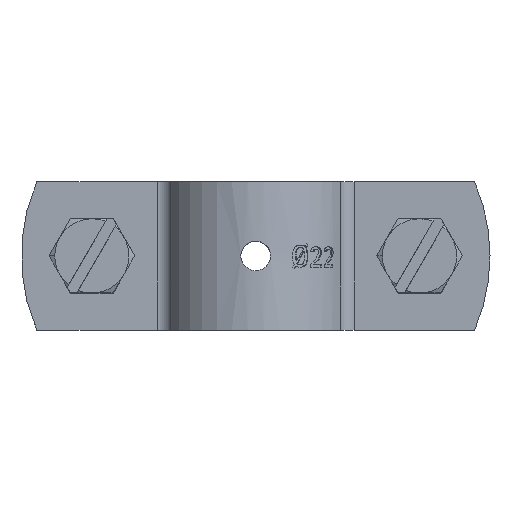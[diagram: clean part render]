
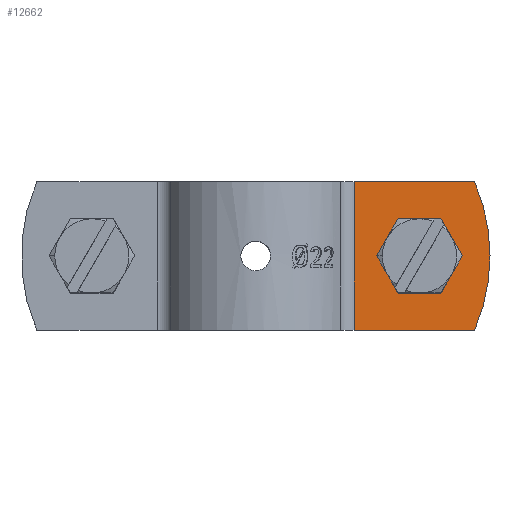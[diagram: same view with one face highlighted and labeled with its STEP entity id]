
A CAD part, top view. The second image highlights one B-rep face of the part: STEP entity #12662.
In plain terms, the highlighted planar face has unit normal (0, 0, 1).
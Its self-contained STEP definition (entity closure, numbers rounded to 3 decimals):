
#65 = VECTOR ( 'NONE', #11074, 1000. ) ;
#178 = VERTEX_POINT ( 'NONE', #6779 ) ;
#370 = CARTESIAN_POINT ( 'NONE',  ( 19.255, -3.5, 5. ) ) ;
#632 = LINE ( 'NONE', #5869, #65 ) ;
#747 = VERTEX_POINT ( 'NONE', #6541 ) ;
#758 = DIRECTION ( 'NONE',  ( 1., 0., 0. ) ) ;
#1440 = EDGE_LOOP ( 'NONE', ( #9591, #9085, #1932, #8128, #8802 ) ) ;
#1619 = FACE_OUTER_BOUND ( 'NONE', #1440, .T. ) ;
#1708 = AXIS2_PLACEMENT_3D ( 'NONE', #8204, #4300, #9417 ) ;
#1726 = EDGE_CURVE ( 'NONE', #178, #14125, #7645, .T. ) ;
#1843 = EDGE_CURVE ( 'NONE', #12671, #2296, #5818, .T. ) ;
#1932 = ORIENTED_EDGE ( 'NONE', *, *, #9616, .F. ) ;
#2124 = EDGE_LOOP ( 'NONE', ( #5059, #16396, #7470, #8755, #14051 ) ) ;
#2296 = VERTEX_POINT ( 'NONE', #11352 ) ;
#2588 = DIRECTION ( 'NONE',  ( 0., 0., -1. ) ) ;
#2741 = DIRECTION ( 'NONE',  ( 0., 0., -1. ) ) ;
#3022 = DIRECTION ( 'NONE',  ( -1., 0., 0. ) ) ;
#3096 = CIRCLE ( 'NONE', #14558, 4.5 ) ;
#3234 = DIRECTION ( 'NONE',  ( 1., 0., 0. ) ) ;
#3258 = DIRECTION ( 'NONE',  ( -1., 0., 0. ) ) ;
#3853 = LINE ( 'NONE', #13932, #4187 ) ;
#4038 = PLANE ( 'NONE',  #5798 ) ;
#4088 = VERTEX_POINT ( 'NONE', #10180 ) ;
#4187 = VECTOR ( 'NONE', #5055, 1000. ) ;
#4300 = DIRECTION ( 'NONE',  ( 0., 0., 1. ) ) ;
#4548 = DIRECTION ( 'NONE',  ( 0., 0., -1. ) ) ;
#5055 = DIRECTION ( 'NONE',  ( 1., 0., 0. ) ) ;
#5059 = ORIENTED_EDGE ( 'NONE', *, *, #9858, .F. ) ;
#5453 = VECTOR ( 'NONE', #3258, 1000. ) ;
#5642 = CARTESIAN_POINT ( 'NONE',  ( 6.583, 0., 5. ) ) ;
#5643 = CARTESIAN_POINT ( 'NONE',  ( 24.911, 3.5, 5. ) ) ;
#5670 = DIRECTION ( 'NONE',  ( 0., 0., 1. ) ) ;
#5798 = AXIS2_PLACEMENT_3D ( 'NONE', #9578, #2741, #13419 ) ;
#5818 = LINE ( 'NONE', #12568, #5453 ) ;
#5869 = CARTESIAN_POINT ( 'NONE',  ( 13.266, 10., 5. ) ) ;
#6285 = LINE ( 'NONE', #11589, #10421 ) ;
#6541 = CARTESIAN_POINT ( 'NONE',  ( 26.583, 0., 5. ) ) ;
#6779 = CARTESIAN_POINT ( 'NONE',  ( 31.583, 0., 5. ) ) ;
#7470 = ORIENTED_EDGE ( 'NONE', *, *, #1843, .F. ) ;
#7645 = CIRCLE ( 'NONE', #7914, 25. ) ;
#7914 = AXIS2_PLACEMENT_3D ( 'NONE', #15690, #2588, #11479 ) ;
#8128 = ORIENTED_EDGE ( 'NONE', *, *, #14032, .F. ) ;
#8204 = CARTESIAN_POINT ( 'NONE',  ( 22.083, 0., 5. ) ) ;
#8222 = CARTESIAN_POINT ( 'NONE',  ( 22.083, 0., 5. ) ) ;
#8431 = EDGE_CURVE ( 'NONE', #4088, #13882, #6285, .T. ) ;
#8755 = ORIENTED_EDGE ( 'NONE', *, *, #11629, .F. ) ;
#8794 = VECTOR ( 'NONE', #3234, 1000. ) ;
#8802 = ORIENTED_EDGE ( 'NONE', *, *, #8431, .T. ) ;
#8872 = CARTESIAN_POINT ( 'NONE',  ( 24.911, -3.5, 5. ) ) ;
#9051 = VERTEX_POINT ( 'NONE', #16569 ) ;
#9085 = ORIENTED_EDGE ( 'NONE', *, *, #1726, .F. ) ;
#9171 = VERTEX_POINT ( 'NONE', #8872 ) ;
#9417 = DIRECTION ( 'NONE',  ( -1., 0., 0. ) ) ;
#9578 = CARTESIAN_POINT ( 'NONE',  ( 13.266, 10., 5. ) ) ;
#9591 = ORIENTED_EDGE ( 'NONE', *, *, #10752, .T. ) ;
#9616 = EDGE_CURVE ( 'NONE', #9051, #178, #16477, .T. ) ;
#9858 = EDGE_CURVE ( 'NONE', #12911, #9171, #13490, .T. ) ;
#10180 = CARTESIAN_POINT ( 'NONE',  ( 13.266, 10., 5. ) ) ;
#10299 = DIRECTION ( 'NONE',  ( 0., -1., 0. ) ) ;
#10421 = VECTOR ( 'NONE', #10299, 1000. ) ;
#10471 = DIRECTION ( 'NONE',  ( -1., 0., 0. ) ) ;
#10752 = EDGE_CURVE ( 'NONE', #13882, #14125, #3853, .T. ) ;
#11074 = DIRECTION ( 'NONE',  ( 1., 0., 0. ) ) ;
#11262 = AXIS2_PLACEMENT_3D ( 'NONE', #5642, #4548, #758 ) ;
#11352 = CARTESIAN_POINT ( 'NONE',  ( 19.255, 3.5, 5. ) ) ;
#11479 = DIRECTION ( 'NONE',  ( 1., 0., 0. ) ) ;
#11589 = CARTESIAN_POINT ( 'NONE',  ( 13.266, 10., 5. ) ) ;
#11629 = EDGE_CURVE ( 'NONE', #747, #12671, #3096, .T. ) ;
#11893 = FACE_BOUND ( 'NONE', #2124, .T. ) ;
#12467 = CARTESIAN_POINT ( 'NONE',  ( 13.266, -10., 5. ) ) ;
#12568 = CARTESIAN_POINT ( 'NONE',  ( 24.911, 3.5, 5. ) ) ;
#12662 = ADVANCED_FACE ( 'NONE', ( #11893, #1619 ), #4038, .F. ) ;
#12671 = VERTEX_POINT ( 'NONE', #5643 ) ;
#12911 = VERTEX_POINT ( 'NONE', #370 ) ;
#13101 = CARTESIAN_POINT ( 'NONE',  ( 29.496, -10., 5. ) ) ;
#13419 = DIRECTION ( 'NONE',  ( -1., 0., 0. ) ) ;
#13450 = CIRCLE ( 'NONE', #1708, 4.5 ) ;
#13490 = LINE ( 'NONE', #16241, #8794 ) ;
#13758 = CIRCLE ( 'NONE', #16224, 4.5 ) ;
#13882 = VERTEX_POINT ( 'NONE', #12467 ) ;
#13932 = CARTESIAN_POINT ( 'NONE',  ( 13.266, -10., 5. ) ) ;
#14032 = EDGE_CURVE ( 'NONE', #4088, #9051, #632, .T. ) ;
#14051 = ORIENTED_EDGE ( 'NONE', *, *, #14362, .F. ) ;
#14125 = VERTEX_POINT ( 'NONE', #13101 ) ;
#14362 = EDGE_CURVE ( 'NONE', #9171, #747, #13450, .T. ) ;
#14558 = AXIS2_PLACEMENT_3D ( 'NONE', #8222, #5670, #3022 ) ;
#15540 = CARTESIAN_POINT ( 'NONE',  ( 22.083, 0., 5. ) ) ;
#15628 = DIRECTION ( 'NONE',  ( 0., 0., 1. ) ) ;
#15690 = CARTESIAN_POINT ( 'NONE',  ( 6.583, 0., 5. ) ) ;
#15719 = EDGE_CURVE ( 'NONE', #2296, #12911, #13758, .T. ) ;
#16224 = AXIS2_PLACEMENT_3D ( 'NONE', #15540, #15628, #10471 ) ;
#16241 = CARTESIAN_POINT ( 'NONE',  ( 19.255, -3.5, 5. ) ) ;
#16396 = ORIENTED_EDGE ( 'NONE', *, *, #15719, .F. ) ;
#16477 = CIRCLE ( 'NONE', #11262, 25. ) ;
#16569 = CARTESIAN_POINT ( 'NONE',  ( 29.496, 10., 5. ) ) ;
